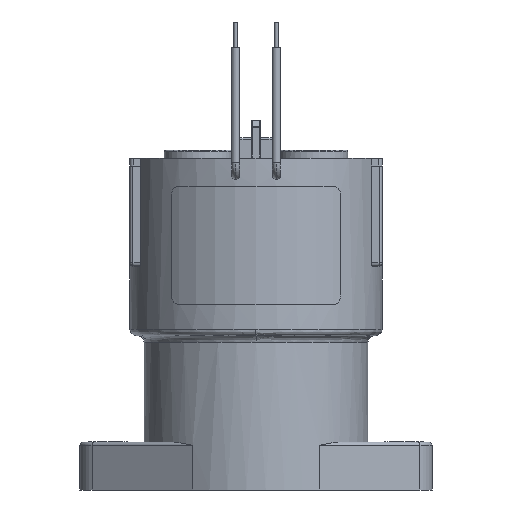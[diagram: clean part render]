
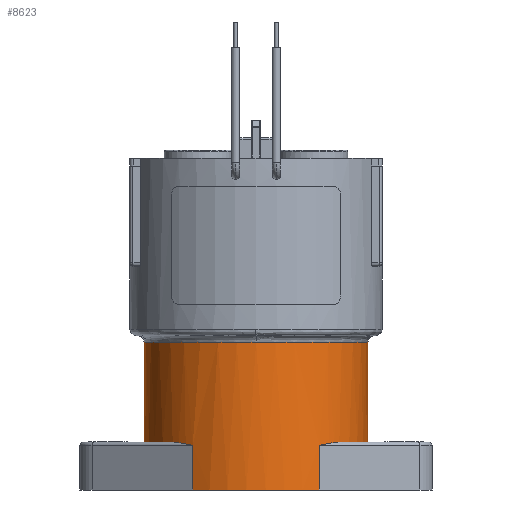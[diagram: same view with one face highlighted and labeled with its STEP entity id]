
A CAD part, front view. The second image highlights one B-rep face of the part: STEP entity #8623.
In plain terms, the highlighted cylindrical face has radius 17.5 mm (diameter 35 mm), a partial arc.
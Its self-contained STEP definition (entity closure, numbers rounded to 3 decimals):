
#14 = DIRECTION ( 'NONE',  ( 0., 0., 1. ) ) ;
#63 = ORIENTED_EDGE ( 'NONE', *, *, #3109, .T. ) ;
#319 = VERTEX_POINT ( 'NONE', #6572 ) ;
#441 = DIRECTION ( 'NONE',  ( 0., 0., 1. ) ) ;
#460 = VECTOR ( 'NONE', #2248, 1000. ) ;
#553 = EDGE_CURVE ( 'NONE', #2646, #1953, #2424, .T. ) ;
#795 = AXIS2_PLACEMENT_3D ( 'NONE', #6491, #1510, #1600 ) ;
#797 = DIRECTION ( 'NONE',  ( 0., 0., -1. ) ) ;
#825 = ORIENTED_EDGE ( 'NONE', *, *, #5094, .T. ) ;
#996 = CARTESIAN_POINT ( 'NONE',  ( 17.5, 0., -44.45 ) ) ;
#1040 = CYLINDRICAL_SURFACE ( 'NONE', #3512, 17.5 ) ;
#1085 = CARTESIAN_POINT ( 'NONE',  ( 12.065, -12.681, -44.532 ) ) ;
#1161 = CARTESIAN_POINT ( 'NONE',  ( -12.065, -12.681, -44.532 ) ) ;
#1165 = CARTESIAN_POINT ( 'NONE',  ( -17.5, 0., -28.8 ) ) ;
#1185 = CIRCLE ( 'NONE', #5802, 17.5 ) ;
#1197 = VERTEX_POINT ( 'NONE', #6465 ) ;
#1218 = DIRECTION ( 'NONE',  ( 0.001, -1., 0. ) ) ;
#1433 = DIRECTION ( 'NONE',  ( 0., 0., -1. ) ) ;
#1510 = DIRECTION ( 'NONE',  ( 0., 0., 1. ) ) ;
#1543 = CARTESIAN_POINT ( 'NONE',  ( -9.903, -14.429, -44.95 ) ) ;
#1600 = DIRECTION ( 'NONE',  ( -1., 0., 0. ) ) ;
#1777 = CARTESIAN_POINT ( 'NONE',  ( 11.018, -13.6, -44.721 ) ) ;
#1839 = DIRECTION ( 'NONE',  ( -1., 0., 0. ) ) ;
#1861 = CARTESIAN_POINT ( 'NONE',  ( -11.81, -12.919, -44.573 ) ) ;
#1953 = VERTEX_POINT ( 'NONE', #2976 ) ;
#1954 = AXIS2_PLACEMENT_3D ( 'NONE', #6120, #8895, #7370 ) ;
#2019 = CIRCLE ( 'NONE', #6758, 17.5 ) ;
#2034 = ORIENTED_EDGE ( 'NONE', *, *, #7835, .T. ) ;
#2158 = CARTESIAN_POINT ( 'NONE',  ( 0., 0., -51.95 ) ) ;
#2232 = CARTESIAN_POINT ( 'NONE',  ( -17.5, 0., 1.285 ) ) ;
#2244 = LINE ( 'NONE', #7855, #2411 ) ;
#2248 = DIRECTION ( 'NONE',  ( 0., 0., -1. ) ) ;
#2344 = EDGE_CURVE ( 'NONE', #1953, #6131, #1185, .T. ) ;
#2411 = VECTOR ( 'NONE', #797, 1000. ) ;
#2424 = B_SPLINE_CURVE_WITH_KNOTS ( 'NONE', 3,
 ( #7639, #6243, #2716, #1777, #4610, #7457, #1085, #3222, #6063, #8883 ),
 .UNSPECIFIED., .F., .F.,
 ( 4, 2, 2, 2, 4 ),
 ( 0., 0.001, 0.002, 0.003, 0.004 ),
 .UNSPECIFIED. ) ;
#2446 = CARTESIAN_POINT ( 'NONE',  ( -9.903, -14.429, -51.95 ) ) ;
#2492 = DIRECTION ( 'NONE',  ( 0., 0., -1. ) ) ;
#2581 = DIRECTION ( 'NONE',  ( 0., 0., -1. ) ) ;
#2642 = VECTOR ( 'NONE', #14, 1000. ) ;
#2646 = VERTEX_POINT ( 'NONE', #5926 ) ;
#2659 = CARTESIAN_POINT ( 'NONE',  ( -9.903, -14.429, -44.95 ) ) ;
#2692 = CIRCLE ( 'NONE', #3273, 17.5 ) ;
#2716 = CARTESIAN_POINT ( 'NONE',  ( 10.47, -14.027, -44.832 ) ) ;
#2781 = EDGE_CURVE ( 'NONE', #319, #2954, #2692, .T. ) ;
#2797 = ORIENTED_EDGE ( 'NONE', *, *, #2863, .F. ) ;
#2805 = CARTESIAN_POINT ( 'NONE',  ( 17.5, 0., 1.285 ) ) ;
#2851 = CIRCLE ( 'NONE', #1954, 17.5 ) ;
#2863 = EDGE_CURVE ( 'NONE', #319, #6131, #9168, .T. ) ;
#2889 = VERTEX_POINT ( 'NONE', #1543 ) ;
#2954 = VERTEX_POINT ( 'NONE', #5244 ) ;
#2976 = CARTESIAN_POINT ( 'NONE',  ( 13.044, -11.666, -44.45 ) ) ;
#3109 = EDGE_CURVE ( 'NONE', #3333, #2889, #6909, .T. ) ;
#3222 = CARTESIAN_POINT ( 'NONE',  ( 12.565, -12.185, -44.47 ) ) ;
#3228 = CARTESIAN_POINT ( 'NONE',  ( 0., 0., 1.285 ) ) ;
#3273 = AXIS2_PLACEMENT_3D ( 'NONE', #8323, #2581, #1218 ) ;
#3333 = VERTEX_POINT ( 'NONE', #6762 ) ;
#3353 = EDGE_CURVE ( 'NONE', #2954, #6631, #2851, .T. ) ;
#3484 = ORIENTED_EDGE ( 'NONE', *, *, #2781, .T. ) ;
#3512 = AXIS2_PLACEMENT_3D ( 'NONE', #3228, #2492, #3873 ) ;
#3572 = ORIENTED_EDGE ( 'NONE', *, *, #3736, .T. ) ;
#3736 = EDGE_CURVE ( 'NONE', #2889, #8625, #2244, .T. ) ;
#3873 = DIRECTION ( 'NONE',  ( -1., 0., 0. ) ) ;
#4089 = EDGE_CURVE ( 'NONE', #6631, #6357, #4405, .T. ) ;
#4405 = LINE ( 'NONE', #2232, #4473 ) ;
#4473 = VECTOR ( 'NONE', #1433, 1000. ) ;
#4610 = CARTESIAN_POINT ( 'NONE',  ( 11.286, -13.379, -44.668 ) ) ;
#4754 = LINE ( 'NONE', #6522, #2642 ) ;
#4834 = CARTESIAN_POINT ( 'NONE',  ( -10.477, -14.035, -44.832 ) ) ;
#4984 = DIRECTION ( 'NONE',  ( -1., 0., 0. ) ) ;
#5076 = CIRCLE ( 'NONE', #795, 17.5 ) ;
#5094 = EDGE_CURVE ( 'NONE', #6357, #3333, #5076, .T. ) ;
#5177 = FACE_OUTER_BOUND ( 'NONE', #6367, .T. ) ;
#5244 = CARTESIAN_POINT ( 'NONE',  ( 0.015, -17.5, -28.8 ) ) ;
#5390 = CARTESIAN_POINT ( 'NONE',  ( -11.024, -13.609, -44.715 ) ) ;
#5534 = CARTESIAN_POINT ( 'NONE',  ( -12.565, -12.185, -44.47 ) ) ;
#5802 = AXIS2_PLACEMENT_3D ( 'NONE', #8753, #441, #1839 ) ;
#5924 = ORIENTED_EDGE ( 'NONE', *, *, #4089, .T. ) ;
#5926 = CARTESIAN_POINT ( 'NONE',  ( 9.903, -14.429, -44.95 ) ) ;
#6027 = ORIENTED_EDGE ( 'NONE', *, *, #2344, .T. ) ;
#6063 = CARTESIAN_POINT ( 'NONE',  ( 12.809, -11.93, -44.45 ) ) ;
#6120 = CARTESIAN_POINT ( 'NONE',  ( 0., 0., -28.8 ) ) ;
#6131 = VERTEX_POINT ( 'NONE', #996 ) ;
#6206 = CARTESIAN_POINT ( 'NONE',  ( -17.5, 0., -44.45 ) ) ;
#6243 = CARTESIAN_POINT ( 'NONE',  ( 10.189, -14.232, -44.891 ) ) ;
#6357 = VERTEX_POINT ( 'NONE', #6206 ) ;
#6367 = EDGE_LOOP ( 'NONE', ( #2797, #3484, #8337, #5924, #825, #63, #3572, #2034, #7299, #6790, #6027 ) ) ;
#6437 = DIRECTION ( 'NONE',  ( 0., 0., 1. ) ) ;
#6465 = CARTESIAN_POINT ( 'NONE',  ( 9.903, -14.429, -51.95 ) ) ;
#6491 = CARTESIAN_POINT ( 'NONE',  ( 0., 0., -44.45 ) ) ;
#6522 = CARTESIAN_POINT ( 'NONE',  ( 9.903, -14.429, 1.285 ) ) ;
#6572 = CARTESIAN_POINT ( 'NONE',  ( 17.5, 0., -28.8 ) ) ;
#6631 = VERTEX_POINT ( 'NONE', #1165 ) ;
#6758 = AXIS2_PLACEMENT_3D ( 'NONE', #2158, #6437, #4984 ) ;
#6762 = CARTESIAN_POINT ( 'NONE',  ( -13.044, -11.666, -44.45 ) ) ;
#6790 = ORIENTED_EDGE ( 'NONE', *, *, #553, .T. ) ;
#6830 = CARTESIAN_POINT ( 'NONE',  ( -13.044, -11.666, -44.45 ) ) ;
#6909 = B_SPLINE_CURVE_WITH_KNOTS ( 'NONE', 3,
 ( #6830, #8871, #5534, #1161, #1861, #5390, #4834, #2659 ),
 .UNSPECIFIED., .F., .F.,
 ( 4, 2, 2, 4 ),
 ( 0., 0.001, 0.002, 0.004 ),
 .UNSPECIFIED. ) ;
#7299 = ORIENTED_EDGE ( 'NONE', *, *, #8732, .T. ) ;
#7370 = DIRECTION ( 'NONE',  ( 0.001, -1., 0. ) ) ;
#7457 = CARTESIAN_POINT ( 'NONE',  ( 11.81, -12.919, -44.573 ) ) ;
#7639 = CARTESIAN_POINT ( 'NONE',  ( 9.903, -14.429, -44.95 ) ) ;
#7835 = EDGE_CURVE ( 'NONE', #8625, #1197, #2019, .T. ) ;
#7855 = CARTESIAN_POINT ( 'NONE',  ( -9.903, -14.429, 1.285 ) ) ;
#8323 = CARTESIAN_POINT ( 'NONE',  ( 0., 0., -28.8 ) ) ;
#8337 = ORIENTED_EDGE ( 'NONE', *, *, #3353, .T. ) ;
#8623 = ADVANCED_FACE ( 'NONE', ( #5177 ), #1040, .T. ) ;
#8625 = VERTEX_POINT ( 'NONE', #2446 ) ;
#8732 = EDGE_CURVE ( 'NONE', #1197, #2646, #4754, .T. ) ;
#8753 = CARTESIAN_POINT ( 'NONE',  ( 0., 0., -44.45 ) ) ;
#8871 = CARTESIAN_POINT ( 'NONE',  ( -12.809, -11.93, -44.45 ) ) ;
#8883 = CARTESIAN_POINT ( 'NONE',  ( 13.044, -11.666, -44.45 ) ) ;
#8895 = DIRECTION ( 'NONE',  ( 0., 0., -1. ) ) ;
#9168 = LINE ( 'NONE', #2805, #460 ) ;
